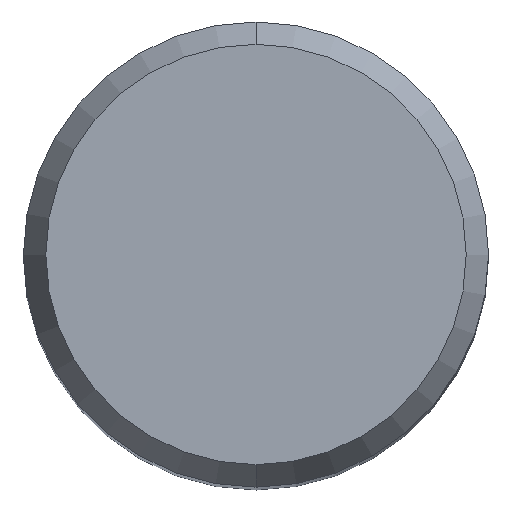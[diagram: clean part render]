
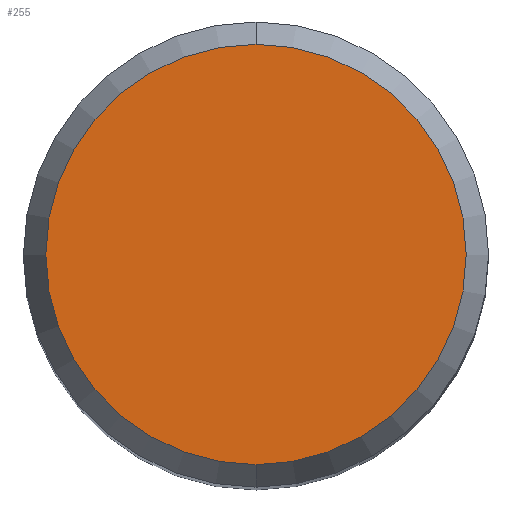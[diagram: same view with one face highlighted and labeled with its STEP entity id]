
A CAD part, top view. The second image highlights one B-rep face of the part: STEP entity #255.
In plain terms, the highlighted planar face has unit normal (0, 0, 1).
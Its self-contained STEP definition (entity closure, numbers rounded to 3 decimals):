
#187=EDGE_CURVE('',#367,#233,#480,.T.);
#233=VERTEX_POINT('',#531);
#255=ADVANCED_FACE('',(#555),#556,.T.);
#293=EDGE_CURVE('',#233,#367,#597,.T.);
#367=VERTEX_POINT('',#678);
#480=CIRCLE('',#821,5.423);
#531=CARTESIAN_POINT('',(0.,-5.423,0.0));
#555=FACE_OUTER_BOUND('',#963,.T.);
#556=PLANE('',#964);
#597=CIRCLE('',#1044,5.423);
#678=CARTESIAN_POINT('',(0.0,5.423,0.0));
#821=AXIS2_PLACEMENT_3D('',#1470,#1471,#1472);
#963=EDGE_LOOP('',(#1556,#1557));
#964=AXIS2_PLACEMENT_3D('',#1558,#1559,#1560);
#1044=AXIS2_PLACEMENT_3D('',#1603,#1604,#1605);
#1470=CARTESIAN_POINT('',(0.0,0.0,0.0));
#1471=DIRECTION('',(0.0,0.0,-1.0));
#1472=DIRECTION('',(0.0,1.0,0.0));
#1556=ORIENTED_EDGE('',*,*,#187,.F.);
#1557=ORIENTED_EDGE('',*,*,#293,.F.);
#1558=CARTESIAN_POINT('',(0.0,2.711,0.0));
#1559=DIRECTION('',(-0.0,0.0,1.0));
#1560=DIRECTION('',(0.0,-1.0,0.0));
#1603=CARTESIAN_POINT('',(0.0,0.0,0.0));
#1604=DIRECTION('',(0.0,0.0,-1.0));
#1605=DIRECTION('',(0.0,1.0,0.0));
